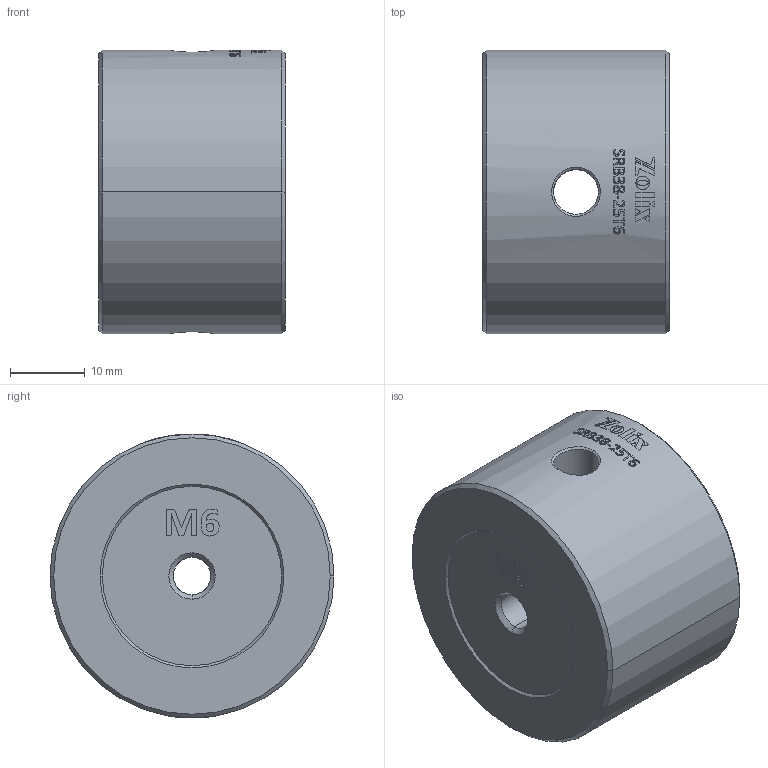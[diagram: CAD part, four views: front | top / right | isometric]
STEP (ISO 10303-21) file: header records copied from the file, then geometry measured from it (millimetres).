
FILE_DESCRIPTION (( 'STEP AP203' ), '1' );
FILE_NAME ('SRB38-25T6.STEP', '2025-08-19T05:31:24', ( '' ), ( '' ), 'SwSTEP 2.0', 'SolidWorks 2020', '' );
FILE_SCHEMA (( 'CONFIG_CONTROL_DESIGN' ));
Length unit declared in the file: millimetre
Products named in the file (1): SRB38-25T6
Bounding box: 25 x 38 x 38 mm (x, y, z)
Volume: 26724.9 mm3; surface area: 6070.9 mm2
Topology: 1 solids, 1 shells, 443 faces, 1214 edges, 804 vertices
Faces by surface type: bspline 311, plane 88, cylinder 34, cone 10
Entity records: 30630 total; most frequent: CARTESIAN_POINT 21972, ORIENTED_EDGE 2428, EDGE_CURVE 1214, B_SPLINE_CURVE_WITH_KNOTS 924, VERTEX_POINT 804, DIRECTION 648, EDGE_LOOP 480, FACE_OUTER_BOUND 443
